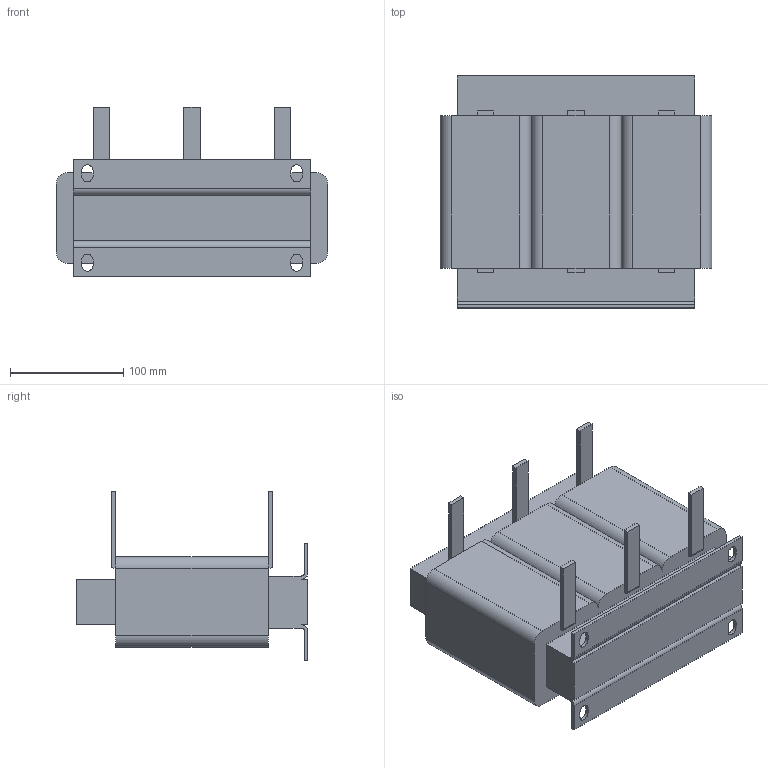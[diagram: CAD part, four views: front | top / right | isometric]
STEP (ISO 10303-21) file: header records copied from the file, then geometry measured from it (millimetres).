
FILE_DESCRIPTION(('STEP AP214'), '1');
FILE_NAME('20 - 30 篢牆', '', ('UNSPECIFIED'), ('UNSPECIFIED'), 'ASCON STEP Converter 1.3', 'ASCON Math Kernel', '');
FILE_SCHEMA(('AUTOMOTIVE_DESIGN { 1 0 10303 214 3 1 1}'));
Length unit declared in the file: millimetre
Bounding box: 240 x 205 x 150 mm (x, y, z)
Volume: 3246257.7 mm3; surface area: 205434.3 mm2
Topology: 1 solids, 1 shells, 102 faces, 282 edges, 184 vertices
Faces by surface type: plane 72, cylinder 30
Entity records: 4106 total; most frequent: CARTESIAN_POINT 569, ORIENTED_EDGE 564, DIRECTION 548, EDGE_CURVE 282, LINE 222, VECTOR 222, VERTEX_POINT 184, AXIS2_PLACEMENT_3D 163
